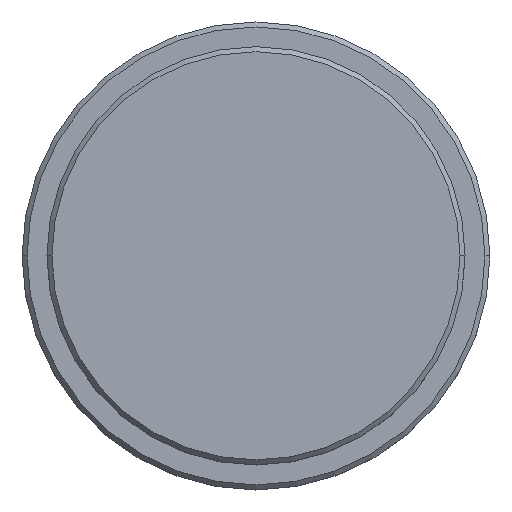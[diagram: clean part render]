
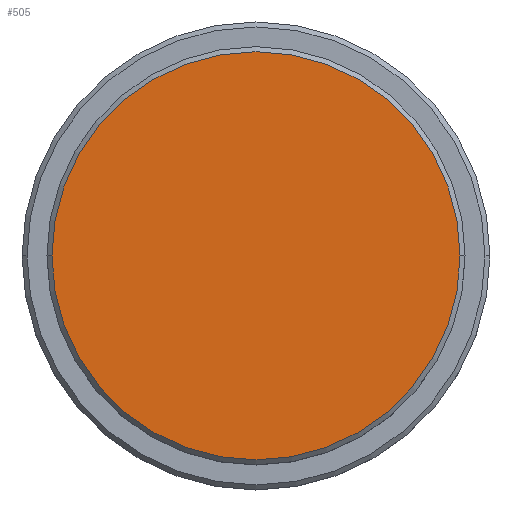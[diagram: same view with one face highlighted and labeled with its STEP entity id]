
A CAD part, top view. The second image highlights one B-rep face of the part: STEP entity #505.
In plain terms, the highlighted planar face has unit normal (0, 0, 1).
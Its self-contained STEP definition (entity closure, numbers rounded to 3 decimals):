
#44 = AXIS2_PLACEMENT_3D ( 'NONE', #352, #214, #973 ) ;
#46 = CARTESIAN_POINT ( 'NONE',  ( 0., 0., 0. ) ) ;
#53 = EDGE_LOOP ( 'NONE', ( #1233, #743 ) ) ;
#93 = EDGE_CURVE ( 'NONE', #1304, #895, #1131, .T. ) ;
#144 = DIRECTION ( 'NONE',  ( 1., 0., 0. ) ) ;
#171 = CARTESIAN_POINT ( 'NONE',  ( 0., 0., 0. ) ) ;
#214 = DIRECTION ( 'NONE',  ( 0., 0., 1. ) ) ;
#298 = CARTESIAN_POINT ( 'NONE',  ( 20.5, 0., 0. ) ) ;
#352 = CARTESIAN_POINT ( 'NONE',  ( 0., 0., 0. ) ) ;
#438 = AXIS2_PLACEMENT_3D ( 'NONE', #171, #1141, #144 ) ;
#467 = AXIS2_PLACEMENT_3D ( 'NONE', #46, #549, #663 ) ;
#505 = ADVANCED_FACE ( 'NONE', ( #1130 ), #580, .T. ) ;
#520 = CARTESIAN_POINT ( 'NONE',  ( -20.5, 0., 0. ) ) ;
#549 = DIRECTION ( 'NONE',  ( 0., 0., 1. ) ) ;
#580 = PLANE ( 'NONE',  #438 ) ;
#663 = DIRECTION ( 'NONE',  ( 1., 0., 0. ) ) ;
#743 = ORIENTED_EDGE ( 'NONE', *, *, #993, .T. ) ;
#758 = CIRCLE ( 'NONE', #467, 20.5 ) ;
#895 = VERTEX_POINT ( 'NONE', #298 ) ;
#973 = DIRECTION ( 'NONE',  ( 1., 0., 0. ) ) ;
#993 = EDGE_CURVE ( 'NONE', #895, #1304, #758, .T. ) ;
#1130 = FACE_OUTER_BOUND ( 'NONE', #53, .T. ) ;
#1131 = CIRCLE ( 'NONE', #44, 20.5 ) ;
#1141 = DIRECTION ( 'NONE',  ( 0., 0., 1. ) ) ;
#1233 = ORIENTED_EDGE ( 'NONE', *, *, #93, .T. ) ;
#1304 = VERTEX_POINT ( 'NONE', #520 ) ;
